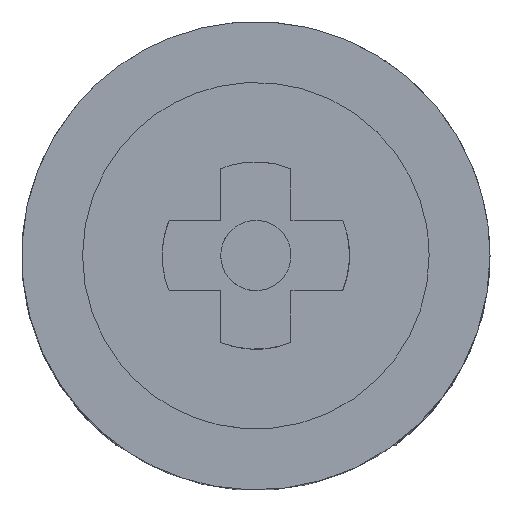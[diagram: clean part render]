
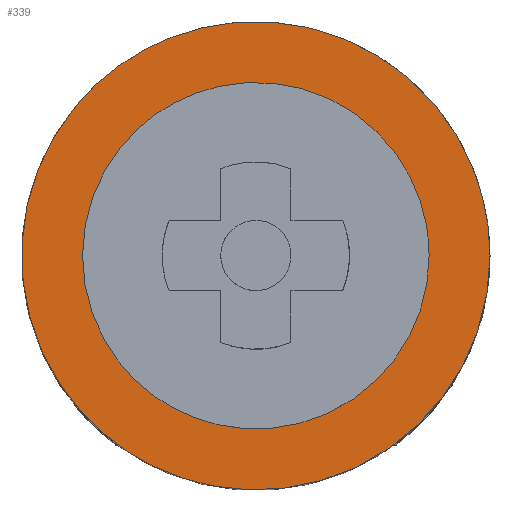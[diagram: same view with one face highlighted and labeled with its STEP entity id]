
A CAD part, top view. The second image highlights one B-rep face of the part: STEP entity #339.
In plain terms, the highlighted free-form (B-spline) face has degree [1, 1] with [2, 2] control points.
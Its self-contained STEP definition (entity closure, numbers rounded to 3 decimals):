
#295 = EDGE_CURVE('',#296,#296,#298,.T.);
#296 = VERTEX_POINT('',#297);
#297 = CARTESIAN_POINT('',(4.178,0.,0.));
#298 = ( BOUNDED_CURVE() B_SPLINE_CURVE(2,(#299,#300,#301,#302,#303,#304
,#305),.UNSPECIFIED.,.T.,.F.) B_SPLINE_CURVE_WITH_KNOTS((1,2,2,2,2,1),(
    -2.094,0.,2.094,4.189,6.283,
8.378),.UNSPECIFIED.) CURVE() GEOMETRIC_REPRESENTATION_ITEM() 
RATIONAL_B_SPLINE_CURVE((1.,0.5,1.,0.5,1.,0.5,1.)) REPRESENTATION_ITEM(
  '') );
#299 = CARTESIAN_POINT('',(4.178,0.,0.));
#300 = CARTESIAN_POINT('',(4.178,-7.236,0.));
#301 = CARTESIAN_POINT('',(-2.089,-3.618,0.));
#302 = CARTESIAN_POINT('',(-8.355,0.,0.));
#303 = CARTESIAN_POINT('',(-2.089,3.618,0.));
#304 = CARTESIAN_POINT('',(4.178,7.236,0.));
#305 = CARTESIAN_POINT('',(4.178,0.,0.));
#339 = ADVANCED_FACE('',(#340,#354),#357,.F.);
#340 = FACE_BOUND('',#341,.T.);
#341 = EDGE_LOOP('',(#342));
#342 = ORIENTED_EDGE('',*,*,#343,.T.);
#343 = EDGE_CURVE('',#344,#344,#346,.T.);
#344 = VERTEX_POINT('',#345);
#345 = CARTESIAN_POINT('',(3.091,0.,0.));
#346 = ( BOUNDED_CURVE() B_SPLINE_CURVE(2,(#347,#348,#349,#350,#351,#352
,#353),.UNSPECIFIED.,.T.,.F.) B_SPLINE_CURVE_WITH_KNOTS((1,2,2,2,2,1),(
    -2.094,0.,2.094,4.189,6.283,
8.378),.UNSPECIFIED.) CURVE() GEOMETRIC_REPRESENTATION_ITEM() 
RATIONAL_B_SPLINE_CURVE((1.,0.5,1.,0.5,1.,0.5,1.)) REPRESENTATION_ITEM(
  '') );
#347 = CARTESIAN_POINT('',(3.091,0.,0.));
#348 = CARTESIAN_POINT('',(3.091,-5.355,0.));
#349 = CARTESIAN_POINT('',(-1.546,-2.677,0.));
#350 = CARTESIAN_POINT('',(-6.183,0.,0.));
#351 = CARTESIAN_POINT('',(-1.546,2.677,0.));
#352 = CARTESIAN_POINT('',(3.091,5.355,0.));
#353 = CARTESIAN_POINT('',(3.091,0.,0.));
#354 = FACE_BOUND('',#355,.T.);
#355 = EDGE_LOOP('',(#356));
#356 = ORIENTED_EDGE('',*,*,#295,.F.);
#357 = B_SPLINE_SURFACE_WITH_KNOTS('',1,1,(
    (#358,#359)
    ,(#360,#361
    )),.UNSPECIFIED.,.F.,.F.,.F.,(2,2),(2,2),(-5.,5.),(-5.,5.),
  .PIECEWISE_BEZIER_KNOTS.);
#358 = CARTESIAN_POINT('',(4.178,-4.178,0.));
#359 = CARTESIAN_POINT('',(4.178,4.178,0.));
#360 = CARTESIAN_POINT('',(-4.178,-4.178,0.));
#361 = CARTESIAN_POINT('',(-4.178,4.178,0.));
